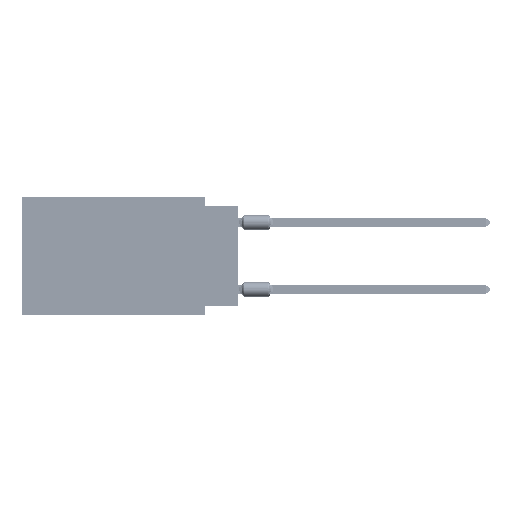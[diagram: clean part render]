
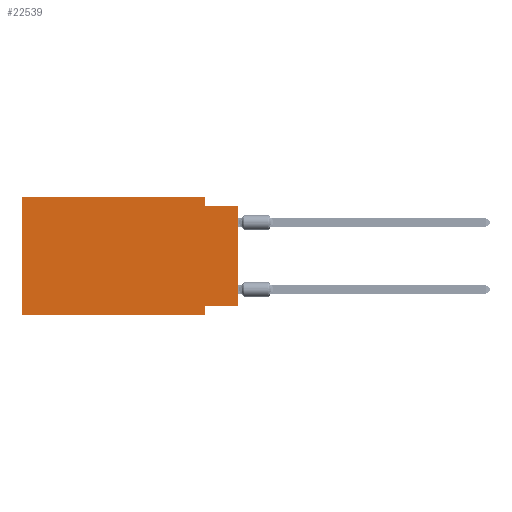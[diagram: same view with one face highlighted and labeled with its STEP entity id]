
A CAD part, left-side view. The second image highlights one B-rep face of the part: STEP entity #22539.
In plain terms, the highlighted planar face has unit normal (-1, 0, 0).
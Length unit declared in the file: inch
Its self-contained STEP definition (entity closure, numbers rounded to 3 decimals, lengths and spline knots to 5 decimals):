
#1918 = EDGE_CURVE ( 'NONE', #29149, #66931, #30968, .T. ) ;
#2552 = CARTESIAN_POINT ( 'NONE',  ( 0., 0.645, 0. ) ) ;
#4392 = ORIENTED_EDGE ( 'NONE', *, *, #46393, .F. ) ;
#6821 = LINE ( 'NONE', #51735, #51000 ) ;
#8817 = ORIENTED_EDGE ( 'NONE', *, *, #14266, .F. ) ;
#9195 = AXIS2_PLACEMENT_3D ( 'NONE', #2552, #64088, #58012 ) ;
#9472 = ORIENTED_EDGE ( 'NONE', *, *, #1918, .F. ) ;
#10161 = CARTESIAN_POINT ( 'NONE',  ( 0., 0., 0. ) ) ;
#11758 = EDGE_CURVE ( 'NONE', #44329, #16615, #77739, .T. ) ;
#13597 = CARTESIAN_POINT ( 'NONE',  ( 0., 0.1, 0. ) ) ;
#14266 = EDGE_CURVE ( 'NONE', #44329, #76275, #44607, .T. ) ;
#15380 = DIRECTION ( 'NONE',  ( 0., 0., -1. ) ) ;
#16615 = VERTEX_POINT ( 'NONE', #28213 ) ;
#18077 = LINE ( 'NONE', #42739, #75070 ) ;
#21079 = CARTESIAN_POINT ( 'NONE',  ( 0., 0.1, -0.35 ) ) ;
#21469 = LINE ( 'NONE', #21079, #76398 ) ;
#22539 = ADVANCED_FACE ( 'NONE', ( #32945 ), #45470, .F. ) ;
#23518 = DIRECTION ( 'NONE',  ( 0., 0., 1. ) ) ;
#24066 = CARTESIAN_POINT ( 'NONE',  ( 0., 0.1, -0.35 ) ) ;
#24269 = CARTESIAN_POINT ( 'NONE',  ( 0., 0.645, -0.35 ) ) ;
#26403 = DIRECTION ( 'NONE',  ( 0., 1., 0. ) ) ;
#26521 = VECTOR ( 'NONE', #68712, 39.37008 ) ;
#26565 = CARTESIAN_POINT ( 'NONE',  ( 0., 0.1, 0. ) ) ;
#28213 = CARTESIAN_POINT ( 'NONE',  ( 0., 0., -0.025 ) ) ;
#28924 = EDGE_LOOP ( 'NONE', ( #64607, #4392, #56335, #9472, #68771, #73552, #41067, #8817 ) ) ;
#29149 = VERTEX_POINT ( 'NONE', #72313 ) ;
#29860 = CARTESIAN_POINT ( 'NONE',  ( 0., 0.1, -0.325 ) ) ;
#30188 = DIRECTION ( 'NONE',  ( 0., -1., 0. ) ) ;
#30968 = LINE ( 'NONE', #73452, #38039 ) ;
#32301 = LINE ( 'NONE', #44026, #26521 ) ;
#32945 = FACE_OUTER_BOUND ( 'NONE', #28924, .T. ) ;
#32990 = VERTEX_POINT ( 'NONE', #24066 ) ;
#33033 = LINE ( 'NONE', #26565, #74047 ) ;
#38039 = VECTOR ( 'NONE', #30188, 39.37008 ) ;
#38533 = CARTESIAN_POINT ( 'NONE',  ( 0., 0., -0.325 ) ) ;
#38774 = DIRECTION ( 'NONE',  ( 0., -1., 0. ) ) ;
#41067 = ORIENTED_EDGE ( 'NONE', *, *, #66199, .F. ) ;
#42739 = CARTESIAN_POINT ( 'NONE',  ( 0., 0.645, 0. ) ) ;
#44026 = CARTESIAN_POINT ( 'NONE',  ( 0., 0.645, -0.35 ) ) ;
#44329 = VERTEX_POINT ( 'NONE', #75118 ) ;
#44607 = LINE ( 'NONE', #38533, #57444 ) ;
#45470 = PLANE ( 'NONE',  #9195 ) ;
#46393 = EDGE_CURVE ( 'NONE', #50368, #16615, #6821, .T. ) ;
#50368 = VERTEX_POINT ( 'NONE', #54735 ) ;
#50842 = VERTEX_POINT ( 'NONE', #24269 ) ;
#51000 = VECTOR ( 'NONE', #38774, 39.37008 ) ;
#51397 = EDGE_CURVE ( 'NONE', #66931, #50368, #33033, .T. ) ;
#51735 = CARTESIAN_POINT ( 'NONE',  ( 0., 0., -0.025 ) ) ;
#54735 = CARTESIAN_POINT ( 'NONE',  ( 0., 0.1, -0.025 ) ) ;
#56335 = ORIENTED_EDGE ( 'NONE', *, *, #51397, .F. ) ;
#57444 = VECTOR ( 'NONE', #26403, 39.37008 ) ;
#58012 = DIRECTION ( 'NONE',  ( 0., 0., -1. ) ) ;
#64088 = DIRECTION ( 'NONE',  ( 1., 0., 0. ) ) ;
#64174 = DIRECTION ( 'NONE',  ( 0., 0., -1. ) ) ;
#64607 = ORIENTED_EDGE ( 'NONE', *, *, #11758, .T. ) ;
#65761 = EDGE_CURVE ( 'NONE', #50842, #29149, #18077, .T. ) ;
#66199 = EDGE_CURVE ( 'NONE', #76275, #32990, #21469, .T. ) ;
#66931 = VERTEX_POINT ( 'NONE', #13597 ) ;
#68712 = DIRECTION ( 'NONE',  ( 0., -1., 0. ) ) ;
#68771 = ORIENTED_EDGE ( 'NONE', *, *, #65761, .F. ) ;
#70066 = VECTOR ( 'NONE', #23518, 39.37008 ) ;
#72313 = CARTESIAN_POINT ( 'NONE',  ( 0., 0.645, 0. ) ) ;
#73452 = CARTESIAN_POINT ( 'NONE',  ( 0., 0.645, 0. ) ) ;
#73552 = ORIENTED_EDGE ( 'NONE', *, *, #75773, .T. ) ;
#74047 = VECTOR ( 'NONE', #64174, 39.37008 ) ;
#75070 = VECTOR ( 'NONE', #76272, 39.37008 ) ;
#75118 = CARTESIAN_POINT ( 'NONE',  ( 0., 0., -0.325 ) ) ;
#75773 = EDGE_CURVE ( 'NONE', #50842, #32990, #32301, .T. ) ;
#76272 = DIRECTION ( 'NONE',  ( 0., 0., 1. ) ) ;
#76275 = VERTEX_POINT ( 'NONE', #29860 ) ;
#76398 = VECTOR ( 'NONE', #15380, 39.37008 ) ;
#77739 = LINE ( 'NONE', #10161, #70066 ) ;
